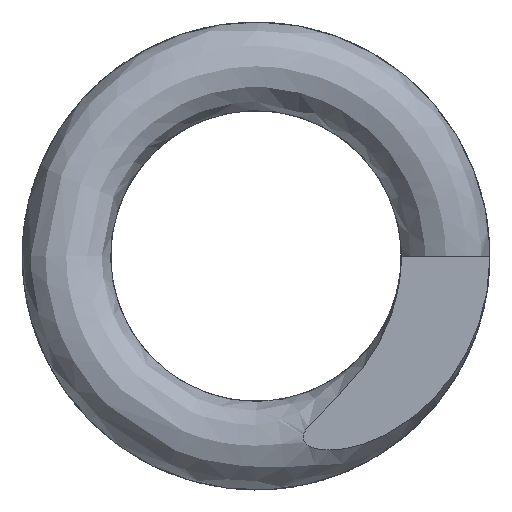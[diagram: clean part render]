
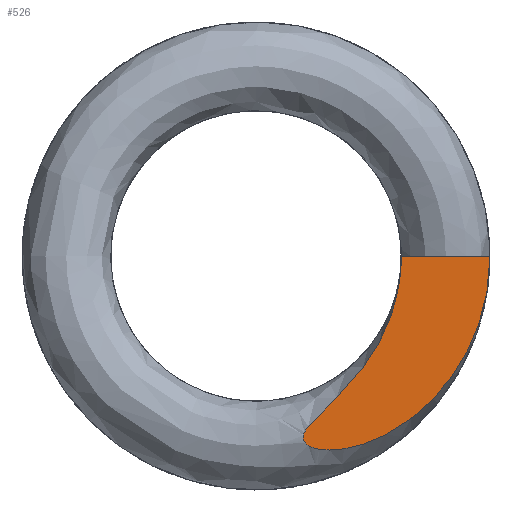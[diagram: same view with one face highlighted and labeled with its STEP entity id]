
A CAD part, front view. The second image highlights one B-rep face of the part: STEP entity #526.
In plain terms, the highlighted planar face has unit normal (0, -1, 0).
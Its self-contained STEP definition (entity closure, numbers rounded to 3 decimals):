
#77 = CARTESIAN_POINT ( 'NONE',  ( -72.703, 15.217, -10.258 ) ) ;
#86 = CARTESIAN_POINT ( 'NONE',  ( -73.259, 15.217, -10.912 ) ) ;
#92 = CARTESIAN_POINT ( 'NONE',  ( -83.235, 15.217, -15.121 ) ) ;
#99 = CARTESIAN_POINT ( 'NONE',  ( -79.176, 15.217, -8.838 ) ) ;
#106 = CARTESIAN_POINT ( 'NONE',  ( -82.086, 15.217, -11.995 ) ) ;
#113 = CARTESIAN_POINT ( 'NONE',  ( -77.245, 15.217, -14.069 ) ) ;
#139 = DIRECTION ( 'NONE',  ( 0., 0., 1. ) ) ;
#227 = CARTESIAN_POINT ( 'NONE',  ( -76.135, 15.217, 0. ) ) ;
#242 = CARTESIAN_POINT ( 'NONE',  ( -81.774, 15.217, -11.697 ) ) ;
#252 = CARTESIAN_POINT ( 'NONE',  ( -77.391, 15.217, -5.881 ) ) ;
#259 = CARTESIAN_POINT ( 'NONE',  ( -76.931, 15.217, -4.677 ) ) ;
#266 = CARTESIAN_POINT ( 'NONE',  ( -83.896, 15.217, -14.452 ) ) ;
#333 = VECTOR ( 'NONE', #1180, 1000. ) ;
#366 = CARTESIAN_POINT ( 'NONE',  ( -69.459, 15.217, -3.384 ) ) ;
#373 = CARTESIAN_POINT ( 'NONE',  ( -70.186, 15.217, -5.841 ) ) ;
#385 = CARTESIAN_POINT ( 'NONE',  ( -82.704, 15.217, -12.595 ) ) ;
#391 = CARTESIAN_POINT ( 'NONE',  ( -82.821, 15.217, -15.252 ) ) ;
#526 = ADVANCED_FACE ( 'NONE', ( #1710 ), #1025, .F. ) ;
#542 = CARTESIAN_POINT ( 'NONE',  ( -76.497, 15.217, -13.641 ) ) ;
#548 = EDGE_CURVE ( 'NONE', #911, #1143, #1031, .T. ) ;
#550 = CARTESIAN_POINT ( 'NONE',  ( -78.409, 15.217, -14.612 ) ) ;
#563 = CARTESIAN_POINT ( 'NONE',  ( -83.569, 15.217, -13.55 ) ) ;
#686 = CARTESIAN_POINT ( 'NONE',  ( -83.789, 15.217, -13.924 ) ) ;
#693 = CARTESIAN_POINT ( 'NONE',  ( -77.766, 15.217, -6.655 ) ) ;
#700 = CARTESIAN_POINT ( 'NONE',  ( -79.44, 15.217, -9.176 ) ) ;
#707 = CARTESIAN_POINT ( 'NONE',  ( -81.967, 15.217, -15.343 ) ) ;
#714 = CARTESIAN_POINT ( 'NONE',  ( -83.431, 15.217, -15.029 ) ) ;
#772 = EDGE_LOOP ( 'NONE', ( #1460, #1504 ) ) ;
#814 = CARTESIAN_POINT ( 'NONE',  ( -70.04, 15.217, -5.435 ) ) ;
#821 = CARTESIAN_POINT ( 'NONE',  ( -71.254, 15.217, -8.156 ) ) ;
#836 = CARTESIAN_POINT ( 'NONE',  ( -73.549, 15.217, -11.225 ) ) ;
#844 = CARTESIAN_POINT ( 'NONE',  ( -76.459, 15.217, -3.014 ) ) ;
#852 = CARTESIAN_POINT ( 'NONE',  ( -81.321, 15.217, -15.335 ) ) ;
#859 = CARTESIAN_POINT ( 'NONE',  ( -82.608, 15.217, -15.289 ) ) ;
#911 = VERTEX_POINT ( 'NONE', #1202 ) ;
#970 = CARTESIAN_POINT ( 'NONE',  ( -72.439, 15.217, -9.919 ) ) ;
#978 = CARTESIAN_POINT ( 'NONE',  ( -83.012, 15.217, -12.896 ) ) ;
#986 = CARTESIAN_POINT ( 'NONE',  ( -80.042, 15.217, -15.133 ) ) ;
#993 = CARTESIAN_POINT ( 'NONE',  ( -76.135, 15.217, 0. ) ) ;
#1000 = CARTESIAN_POINT ( 'NONE',  ( -82.181, 15.217, -15.335 ) ) ;
#1006 = CARTESIAN_POINT ( 'NONE',  ( -83.526, 15.217, -14.973 ) ) ;
#1025 = PLANE ( 'NONE',  #1515 ) ;
#1031 = LINE ( 'NONE', #1315, #333 ) ;
#1066 = B_SPLINE_CURVE_WITH_KNOTS ( 'NONE', 3,
 ( #1909, #1205, #1106, #366, #1691, #814, #373, #1404, #1697, #821, #1846, #970, #77, #86, #836, #1587, #1731, #1738, #542, #113, #1865, #550, #1139, #1858, #986, #1878, #852, #707, #1000, #859, #391, #1443, #92, #714, #1006, #1154, #1723, #1133, #266, #1295, #1127, #686, #1580, #563, #1147, #978, #385, #106, #242, #1423, #1595, #700, #99, #1275, #1574, #693, #252, #259, #1567, #1437, #844, #1711, #1717, #993 ),
 .UNSPECIFIED., .F., .F.,
 ( 4, 2, 2, 2, 2, 2, 2, 2, 2, 2, 2, 2, 2, 2, 2, 2, 2, 2, 2, 2, 2, 2, 2, 2, 2, 2, 2, 2, 2, 2, 2, 4 ),
 ( 0., 0.003, 0.005, 0.006, 0.008, 0.01, 0.011, 0.013, 0.015, 0.017, 0.018, 0.019, 0.02, 0.022, 0.022, 0.023, 0.023, 0.024, 0.024, 0.024, 0.024, 0.025, 0.025, 0.027, 0.028, 0.031, 0.032, 0.033, 0.036, 0.037, 0.038, 0.041 ),
 .UNSPECIFIED. ) ;
#1106 = CARTESIAN_POINT ( 'NONE',  ( -69.201, 15.217, -1.709 ) ) ;
#1127 = CARTESIAN_POINT ( 'NONE',  ( -83.866, 15.217, -14.127 ) ) ;
#1133 = CARTESIAN_POINT ( 'NONE',  ( -83.871, 15.217, -14.561 ) ) ;
#1139 = CARTESIAN_POINT ( 'NONE',  ( -78.807, 15.217, -14.765 ) ) ;
#1143 = VERTEX_POINT ( 'NONE', #227 ) ;
#1147 = CARTESIAN_POINT ( 'NONE',  ( -83.434, 15.217, -13.382 ) ) ;
#1154 = CARTESIAN_POINT ( 'NONE',  ( -83.695, 15.217, -14.837 ) ) ;
#1170 = DIRECTION ( 'NONE',  ( 0., 1., 0. ) ) ;
#1180 = DIRECTION ( 'NONE',  ( -1., 0., 0. ) ) ;
#1202 = CARTESIAN_POINT ( 'NONE',  ( -69.135, 15.217, 0. ) ) ;
#1205 = CARTESIAN_POINT ( 'NONE',  ( -69.135, 15.217, -0.86 ) ) ;
#1275 = CARTESIAN_POINT ( 'NONE',  ( -78.673, 15.217, -8.138 ) ) ;
#1295 = CARTESIAN_POINT ( 'NONE',  ( -83.892, 15.217, -14.234 ) ) ;
#1315 = CARTESIAN_POINT ( 'NONE',  ( -69.135, 15.217, 0. ) ) ;
#1404 = CARTESIAN_POINT ( 'NONE',  ( -70.508, 15.217, -6.632 ) ) ;
#1423 = CARTESIAN_POINT ( 'NONE',  ( -80.855, 15.217, -10.79 ) ) ;
#1437 = CARTESIAN_POINT ( 'NONE',  ( -76.559, 15.217, -3.438 ) ) ;
#1443 = CARTESIAN_POINT ( 'NONE',  ( -83.133, 15.217, -15.158 ) ) ;
#1460 = ORIENTED_EDGE ( 'NONE', *, *, #548, .T. ) ;
#1504 = ORIENTED_EDGE ( 'NONE', *, *, #1825, .F. ) ;
#1515 = AXIS2_PLACEMENT_3D ( 'NONE', #1907, #1170, #139 ) ;
#1567 = CARTESIAN_POINT ( 'NONE',  ( -76.795, 15.217, -4.269 ) ) ;
#1574 = CARTESIAN_POINT ( 'NONE',  ( -78.434, 15.217, -7.775 ) ) ;
#1580 = CARTESIAN_POINT ( 'NONE',  ( -83.739, 15.217, -13.829 ) ) ;
#1587 = CARTESIAN_POINT ( 'NONE',  ( -74.451, 15.217, -12.125 ) ) ;
#1595 = CARTESIAN_POINT ( 'NONE',  ( -80.263, 15.217, -10.167 ) ) ;
#1691 = CARTESIAN_POINT ( 'NONE',  ( -69.651, 15.217, -4.211 ) ) ;
#1697 = CARTESIAN_POINT ( 'NONE',  ( -70.684, 15.217, -7.019 ) ) ;
#1710 = FACE_OUTER_BOUND ( 'NONE', #772, .T. ) ;
#1711 = CARTESIAN_POINT ( 'NONE',  ( -76.218, 15.217, -1.733 ) ) ;
#1717 = CARTESIAN_POINT ( 'NONE',  ( -76.135, 15.217, -0.871 ) ) ;
#1723 = CARTESIAN_POINT ( 'NONE',  ( -83.769, 15.217, -14.754 ) ) ;
#1731 = CARTESIAN_POINT ( 'NONE',  ( -75.096, 15.217, -12.675 ) ) ;
#1738 = CARTESIAN_POINT ( 'NONE',  ( -76.137, 15.217, -13.41 ) ) ;
#1825 = EDGE_CURVE ( 'NONE', #911, #1143, #1066, .T. ) ;
#1846 = CARTESIAN_POINT ( 'NONE',  ( -71.692, 15.217, -8.882 ) ) ;
#1858 = CARTESIAN_POINT ( 'NONE',  ( -79.623, 15.217, -15.025 ) ) ;
#1865 = CARTESIAN_POINT ( 'NONE',  ( -77.628, 15.217, -14.264 ) ) ;
#1878 = CARTESIAN_POINT ( 'NONE',  ( -80.89, 15.217, -15.287 ) ) ;
#1907 = CARTESIAN_POINT ( 'NONE',  ( -69.135, 15.217, -33. ) ) ;
#1909 = CARTESIAN_POINT ( 'NONE',  ( -69.135, 15.217, 0. ) ) ;
